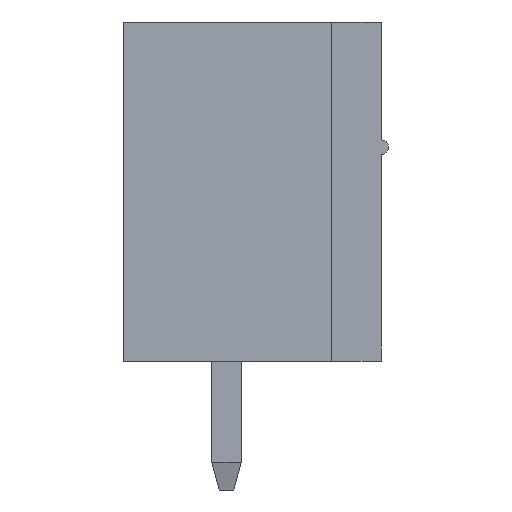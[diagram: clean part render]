
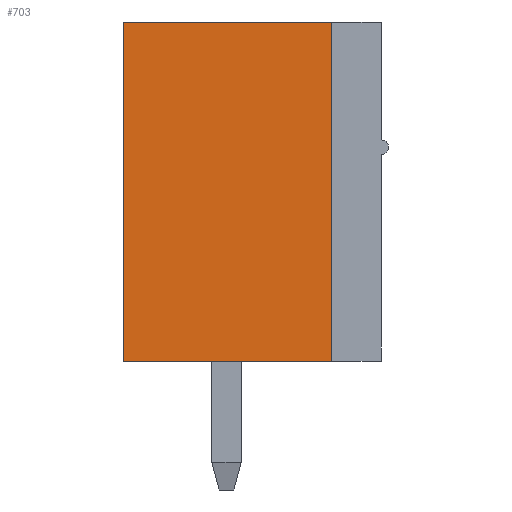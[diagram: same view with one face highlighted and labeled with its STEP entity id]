
A CAD part, left-side view. The second image highlights one B-rep face of the part: STEP entity #703.
In plain terms, the highlighted planar face has unit normal (-1, 0, 0).
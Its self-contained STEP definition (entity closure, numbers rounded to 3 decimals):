
#703 = ADVANCED_FACE( '', ( #1645 ), #1646, .T. );
#1645 = FACE_OUTER_BOUND( '', #2905, .T. );
#1646 = PLANE( '', #2906 );
#2905 = EDGE_LOOP( '', ( #4590, #4591, #4592, #4593 ) );
#2906 = AXIS2_PLACEMENT_3D( '', #4594, #4595, #4596 );
#4590 = ORIENTED_EDGE( '', *, *, #8112, .T. );
#4591 = ORIENTED_EDGE( '', *, *, #8113, .T. );
#4592 = ORIENTED_EDGE( '', *, *, #8114, .T. );
#4593 = ORIENTED_EDGE( '', *, *, #8115, .T. );
#4594 = CARTESIAN_POINT( '', ( -20.435, 0., 0. ) );
#4595 = DIRECTION( '', ( -1., 0., 0. ) );
#4596 = DIRECTION( '', ( 0., 0., 1. ) );
#8112 = EDGE_CURVE( '', #9919, #9920, #9921, .T. );
#8113 = EDGE_CURVE( '', #9920, #9922, #9923, .T. );
#8114 = EDGE_CURVE( '', #9922, #9924, #9925, .T. );
#8115 = EDGE_CURVE( '', #9924, #9919, #9926, .T. );
#9919 = VERTEX_POINT( '', #12456 );
#9920 = VERTEX_POINT( '', #12457 );
#9921 = LINE( '', #12458, #12459 );
#9922 = VERTEX_POINT( '', #12460 );
#9923 = LINE( '', #12461, #12462 );
#9924 = VERTEX_POINT( '', #12463 );
#9925 = LINE( '', #12464, #12465 );
#9926 = LINE( '', #12466, #12467 );
#12456 = CARTESIAN_POINT( '', ( -20.435, -2.15, -4.6 ) );
#12457 = CARTESIAN_POINT( '', ( -20.435, -2.15, 4.6 ) );
#12458 = CARTESIAN_POINT( '', ( -20.435, -2.15, -4.6 ) );
#12459 = VECTOR( '', #15257, 1000. );
#12460 = CARTESIAN_POINT( '', ( -20.435, 3.5, 4.6 ) );
#12461 = CARTESIAN_POINT( '', ( -20.435, -2.15, 4.6 ) );
#12462 = VECTOR( '', #15258, 1000. );
#12463 = CARTESIAN_POINT( '', ( -20.435, 3.5, -4.6 ) );
#12464 = CARTESIAN_POINT( '', ( -20.435, 3.5, 4.6 ) );
#12465 = VECTOR( '', #15259, 1000. );
#12466 = CARTESIAN_POINT( '', ( -20.435, 3.5, -4.6 ) );
#12467 = VECTOR( '', #15260, 1000. );
#15257 = DIRECTION( '', ( 0., 0., 1. ) );
#15258 = DIRECTION( '', ( 0., 1., 0. ) );
#15259 = DIRECTION( '', ( 0., 0., -1. ) );
#15260 = DIRECTION( '', ( 0., -1., 0. ) );
